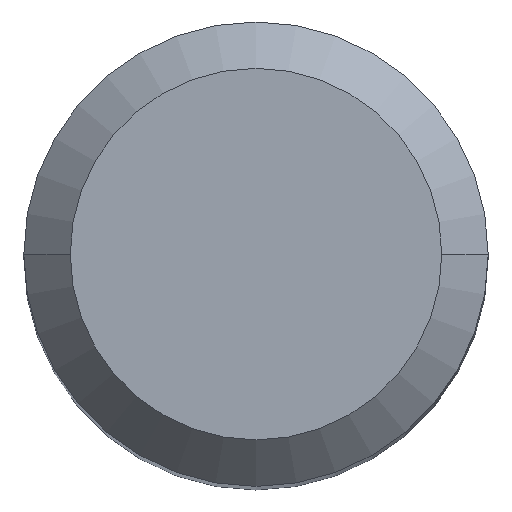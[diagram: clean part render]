
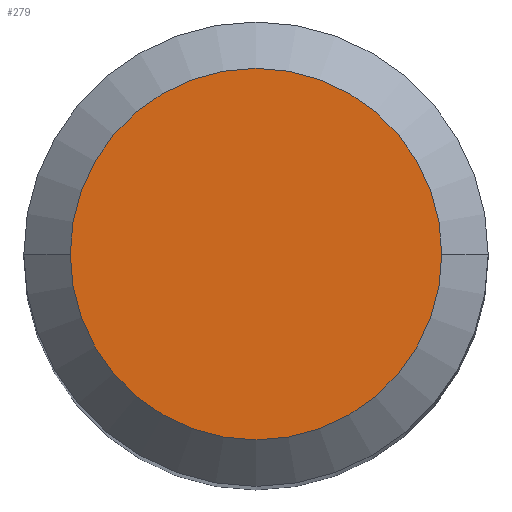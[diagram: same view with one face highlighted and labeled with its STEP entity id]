
A CAD part, top view. The second image highlights one B-rep face of the part: STEP entity #279.
In plain terms, the highlighted planar face has unit normal (0, 0, 1).
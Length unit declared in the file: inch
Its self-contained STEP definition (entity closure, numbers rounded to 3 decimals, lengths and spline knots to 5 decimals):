
#69 = VERTEX_POINT ( 'NONE', #392 ) ;
#86 = AXIS2_PLACEMENT_3D ( 'NONE', #475, #352, #233 ) ;
#95 = EDGE_LOOP ( 'NONE', ( #250, #193 ) ) ;
#97 = CIRCLE ( 'NONE', #276, 0.15748 ) ;
#100 = PLANE ( 'NONE',  #86 ) ;
#110 = DIRECTION ( 'NONE',  ( 1., 0., 0. ) ) ;
#145 = CARTESIAN_POINT ( 'NONE',  ( 0., 0., 0. ) ) ;
#193 = ORIENTED_EDGE ( 'NONE', *, *, #473, .T. ) ;
#204 = CARTESIAN_POINT ( 'NONE',  ( -0.15748, 0., 0. ) ) ;
#206 = FACE_OUTER_BOUND ( 'NONE', #95, .T. ) ;
#210 = DIRECTION ( 'NONE',  ( 0., 0., 1. ) ) ;
#233 = DIRECTION ( 'NONE',  ( -1., 0., 0. ) ) ;
#250 = ORIENTED_EDGE ( 'NONE', *, *, #448, .T. ) ;
#276 = AXIS2_PLACEMENT_3D ( 'NONE', #406, #210, #287 ) ;
#279 = ADVANCED_FACE ( 'NONE', ( #206 ), #100, .F. ) ;
#287 = DIRECTION ( 'NONE',  ( 1., 0., 0. ) ) ;
#352 = DIRECTION ( 'NONE',  ( 0., 0., -1. ) ) ;
#371 = VERTEX_POINT ( 'NONE', #204 ) ;
#392 = CARTESIAN_POINT ( 'NONE',  ( 0.15748, 0., 0. ) ) ;
#402 = CIRCLE ( 'NONE', #459, 0.15748 ) ;
#406 = CARTESIAN_POINT ( 'NONE',  ( 0., 0., 0. ) ) ;
#440 = DIRECTION ( 'NONE',  ( 0., 0., 1. ) ) ;
#448 = EDGE_CURVE ( 'NONE', #371, #69, #97, .T. ) ;
#459 = AXIS2_PLACEMENT_3D ( 'NONE', #145, #440, #110 ) ;
#473 = EDGE_CURVE ( 'NONE', #69, #371, #402, .T. ) ;
#475 = CARTESIAN_POINT ( 'NONE',  ( 0., 0., 0. ) ) ;
